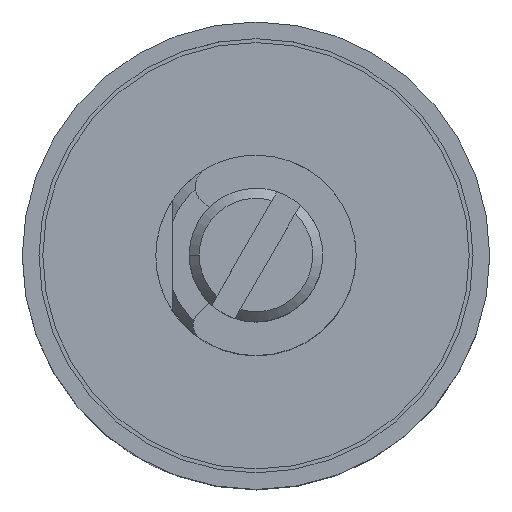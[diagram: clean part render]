
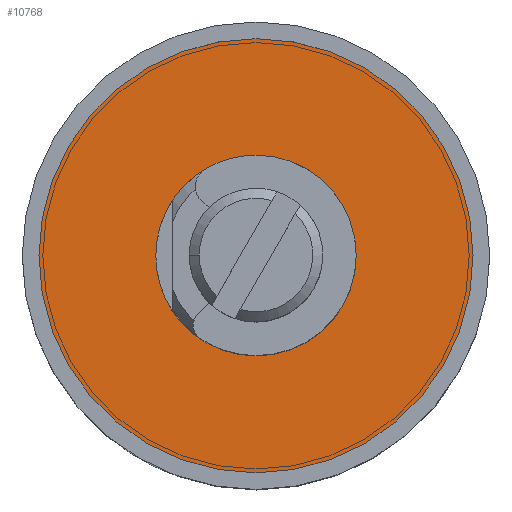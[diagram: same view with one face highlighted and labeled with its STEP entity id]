
A CAD part, top view. The second image highlights one B-rep face of the part: STEP entity #10768.
In plain terms, the highlighted planar face has unit normal (0, 0, 1).
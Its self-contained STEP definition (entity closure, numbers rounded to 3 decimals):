
#361 = CARTESIAN_POINT ( 'NONE',  ( 3., 0., 0.5 ) ) ;
#544 = AXIS2_PLACEMENT_3D ( 'NONE', #10089, #5377, #9158 ) ;
#730 = ORIENTED_EDGE ( 'NONE', *, *, #5632, .T. ) ;
#1090 = CIRCLE ( 'NONE', #544, 3. ) ;
#1346 = VERTEX_POINT ( 'NONE', #9416 ) ;
#1390 = DIRECTION ( 'NONE',  ( 0., 0., 1. ) ) ;
#1717 = DIRECTION ( 'NONE',  ( 0., 0., -1. ) ) ;
#1837 = DIRECTION ( 'NONE',  ( 1., 0., 0. ) ) ;
#2186 = DIRECTION ( 'NONE',  ( 0., 0., 1. ) ) ;
#2515 = FACE_BOUND ( 'NONE', #8833, .T. ) ;
#2582 = AXIS2_PLACEMENT_3D ( 'NONE', #5388, #11938, #1837 ) ;
#2945 = FACE_OUTER_BOUND ( 'NONE', #4515, .T. ) ;
#3220 = DIRECTION ( 'NONE',  ( 1., 0., 0. ) ) ;
#3261 = PLANE ( 'NONE',  #10111 ) ;
#4016 = AXIS2_PLACEMENT_3D ( 'NONE', #6989, #1390, #10663 ) ;
#4350 = AXIS2_PLACEMENT_3D ( 'NONE', #8300, #1717, #4521 ) ;
#4422 = CIRCLE ( 'NONE', #4350, 3. ) ;
#4515 = EDGE_LOOP ( 'NONE', ( #5070, #10782 ) ) ;
#4521 = DIRECTION ( 'NONE',  ( -1., 0., 0. ) ) ;
#4594 = VERTEX_POINT ( 'NONE', #7286 ) ;
#5070 = ORIENTED_EDGE ( 'NONE', *, *, #8125, .T. ) ;
#5099 = CARTESIAN_POINT ( 'NONE',  ( -3., 0., 0.5 ) ) ;
#5377 = DIRECTION ( 'NONE',  ( 0., 0., -1. ) ) ;
#5388 = CARTESIAN_POINT ( 'NONE',  ( 0., 0., 0.5 ) ) ;
#5463 = VERTEX_POINT ( 'NONE', #12113 ) ;
#5632 = EDGE_CURVE ( 'NONE', #8080, #1346, #1090, .T. ) ;
#6605 = CIRCLE ( 'NONE', #2582, 6.5 ) ;
#6989 = CARTESIAN_POINT ( 'NONE',  ( 0., 0., 0.5 ) ) ;
#7286 = CARTESIAN_POINT ( 'NONE',  ( 6.5, 0., 0.5 ) ) ;
#8080 = VERTEX_POINT ( 'NONE', #5099 ) ;
#8125 = EDGE_CURVE ( 'NONE', #4594, #5463, #11584, .T. ) ;
#8300 = CARTESIAN_POINT ( 'NONE',  ( 0., 0., 0.5 ) ) ;
#8833 = EDGE_LOOP ( 'NONE', ( #730, #9315 ) ) ;
#9158 = DIRECTION ( 'NONE',  ( -1., 0., 0. ) ) ;
#9315 = ORIENTED_EDGE ( 'NONE', *, *, #9544, .T. ) ;
#9416 = CARTESIAN_POINT ( 'NONE',  ( 3., 0., 0.5 ) ) ;
#9544 = EDGE_CURVE ( 'NONE', #1346, #8080, #4422, .T. ) ;
#10089 = CARTESIAN_POINT ( 'NONE',  ( 0., 0., 0.5 ) ) ;
#10111 = AXIS2_PLACEMENT_3D ( 'NONE', #361, #2186, #3220 ) ;
#10663 = DIRECTION ( 'NONE',  ( 1., 0., 0. ) ) ;
#10768 = ADVANCED_FACE ( 'NONE', ( #2515, #2945 ), #3261, .T. ) ;
#10782 = ORIENTED_EDGE ( 'NONE', *, *, #11032, .T. ) ;
#11032 = EDGE_CURVE ( 'NONE', #5463, #4594, #6605, .T. ) ;
#11584 = CIRCLE ( 'NONE', #4016, 6.5 ) ;
#11938 = DIRECTION ( 'NONE',  ( 0., 0., 1. ) ) ;
#12113 = CARTESIAN_POINT ( 'NONE',  ( -6.5, 0., 0.5 ) ) ;
